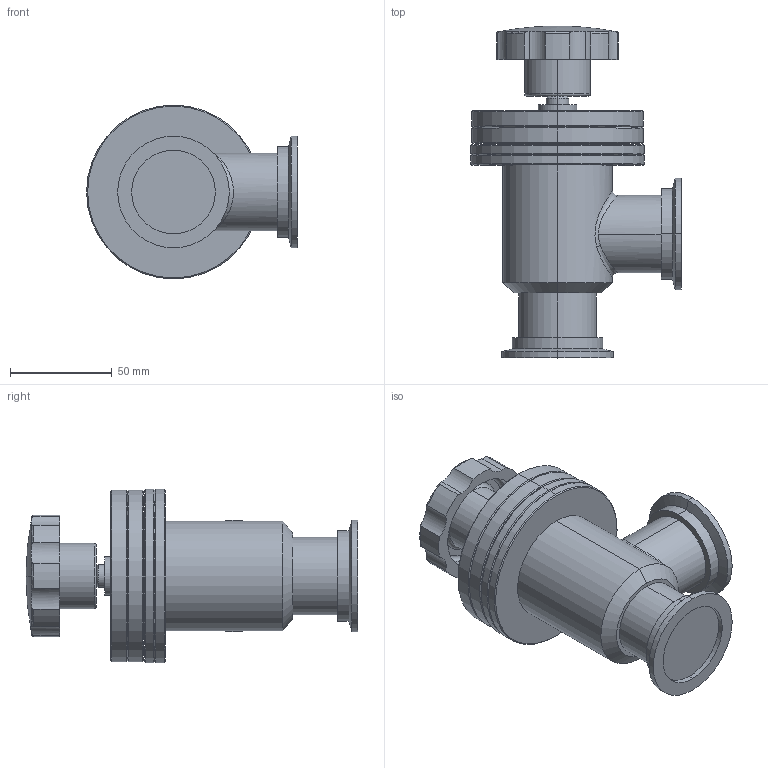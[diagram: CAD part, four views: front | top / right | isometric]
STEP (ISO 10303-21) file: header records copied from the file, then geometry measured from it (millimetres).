
FILE_DESCRIPTION (( 'STEP AP214' ), '1' );
FILE_NAME ('300613010016.STEP', '2021-04-26T08:53:16', ( 'admin' ), ( '' ), 'SwSTEP 2.0', 'SolidWorks 2018', '' );
FILE_SCHEMA (( 'AUTOMOTIVE_DESIGN' ));
Length unit declared in the file: millimetre
Products named in the file (1): 300613010016
Bounding box: 103.8 x 163.5 x 85.6 mm (x, y, z)
Volume: 424644.9 mm3; surface area: 63584.2 mm2
Topology: 1 solids, 1 shells, 214 faces, 483 edges, 304 vertices
Faces by surface type: cylinder 85, plane 60, cone 42, torus 15, bspline 10, sphere 2
Entity records: 7277 total; most frequent: CARTESIAN_POINT 2376, DIRECTION 1067, ORIENTED_EDGE 966, EDGE_CURVE 483, AXIS2_PLACEMENT_3D 427, VERTEX_POINT 304, EDGE_LOOP 247, CIRCLE 222
